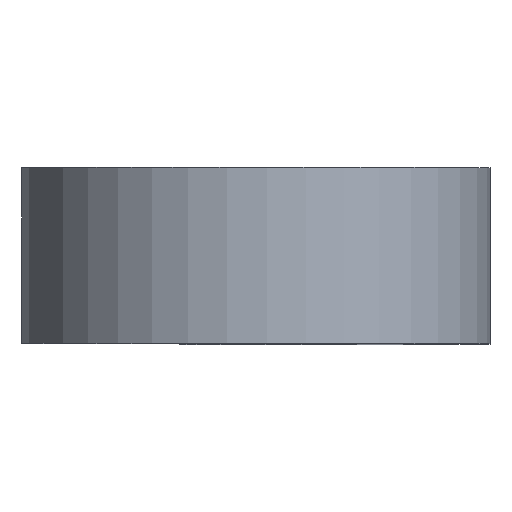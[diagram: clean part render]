
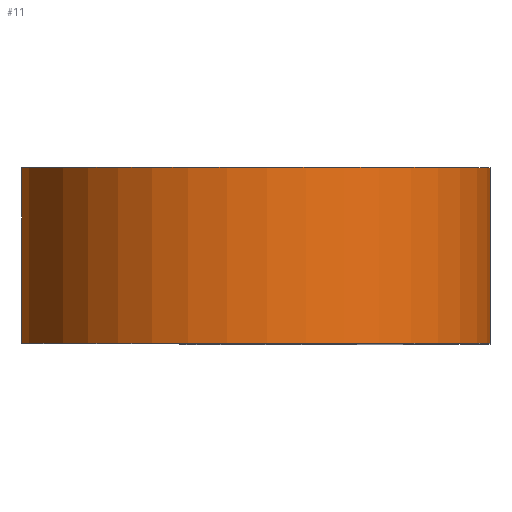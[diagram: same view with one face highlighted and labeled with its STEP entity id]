
A CAD part, top view. The second image highlights one B-rep face of the part: STEP entity #11.
In plain terms, the highlighted cylindrical face has radius 6.35 mm (diameter 12.7 mm), a partial arc.
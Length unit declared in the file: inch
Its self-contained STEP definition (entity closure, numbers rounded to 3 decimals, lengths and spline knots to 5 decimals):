
#6 = DIRECTION ( 'NONE',  ( 0., 1., 0. ) ) ;
#11 = ADVANCED_FACE ( 'NONE', ( #235 ), #514, .T. ) ;
#12 = ORIENTED_EDGE ( 'NONE', *, *, #137, .T. ) ;
#13 = DIRECTION ( 'NONE',  ( 0., -1., 0. ) ) ;
#44 = LINE ( 'NONE', #93, #111 ) ;
#48 = VERTEX_POINT ( 'NONE', #269 ) ;
#81 = ORIENTED_EDGE ( 'NONE', *, *, #110, .F. ) ;
#88 = CARTESIAN_POINT ( 'NONE',  ( 0., 0.1875, 0. ) ) ;
#93 = CARTESIAN_POINT ( 'NONE',  ( -0.03533, 0.1875, -0.24749 ) ) ;
#94 = ORIENTED_EDGE ( 'NONE', *, *, #98, .T. ) ;
#98 = EDGE_CURVE ( 'NONE', #48, #104, #44, .T. ) ;
#104 = VERTEX_POINT ( 'NONE', #252 ) ;
#106 = CARTESIAN_POINT ( 'NONE',  ( 0.25, 0.1875, 0. ) ) ;
#108 = DIRECTION ( 'NONE',  ( 0., -1., 0. ) ) ;
#110 = EDGE_CURVE ( 'NONE', #48, #323, #300, .T. ) ;
#111 = VECTOR ( 'NONE', #13, 39.37008 ) ;
#114 = CARTESIAN_POINT ( 'NONE',  ( 0., 0.1875, 0. ) ) ;
#133 = CARTESIAN_POINT ( 'NONE',  ( 0., 0., 0. ) ) ;
#137 = EDGE_CURVE ( 'NONE', #104, #432, #456, .T. ) ;
#235 = FACE_OUTER_BOUND ( 'NONE', #365, .T. ) ;
#237 = DIRECTION ( 'NONE',  ( 0., -1., 0. ) ) ;
#241 = AXIS2_PLACEMENT_3D ( 'NONE', #133, #6, #285 ) ;
#252 = CARTESIAN_POINT ( 'NONE',  ( -0.03533, 0., -0.24749 ) ) ;
#262 = CARTESIAN_POINT ( 'NONE',  ( 0.25, 0.1875, 0. ) ) ;
#269 = CARTESIAN_POINT ( 'NONE',  ( -0.03533, 0.1875, -0.24749 ) ) ;
#285 = DIRECTION ( 'NONE',  ( 0., 0., 1. ) ) ;
#294 = EDGE_CURVE ( 'NONE', #323, #432, #458, .T. ) ;
#300 = CIRCLE ( 'NONE', #512, 0.25 ) ;
#323 = VERTEX_POINT ( 'NONE', #262 ) ;
#350 = VECTOR ( 'NONE', #108, 39.37008 ) ;
#359 = DIRECTION ( 'NONE',  ( 0., 1., 0. ) ) ;
#365 = EDGE_LOOP ( 'NONE', ( #12, #408, #81, #94 ) ) ;
#366 = AXIS2_PLACEMENT_3D ( 'NONE', #114, #237, #429 ) ;
#408 = ORIENTED_EDGE ( 'NONE', *, *, #294, .F. ) ;
#429 = DIRECTION ( 'NONE',  ( 0., 0., -1. ) ) ;
#432 = VERTEX_POINT ( 'NONE', #513 ) ;
#446 = DIRECTION ( 'NONE',  ( 0., 0., 1. ) ) ;
#456 = CIRCLE ( 'NONE', #241, 0.25 ) ;
#458 = LINE ( 'NONE', #106, #350 ) ;
#512 = AXIS2_PLACEMENT_3D ( 'NONE', #88, #359, #446 ) ;
#513 = CARTESIAN_POINT ( 'NONE',  ( 0.25, 0., 0. ) ) ;
#514 = CYLINDRICAL_SURFACE ( 'NONE', #366, 0.25 ) ;
